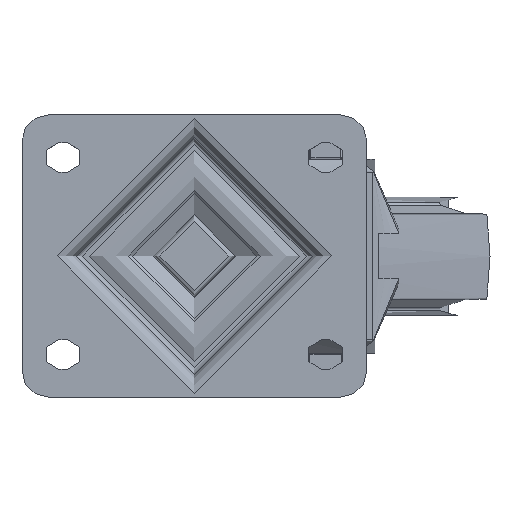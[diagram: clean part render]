
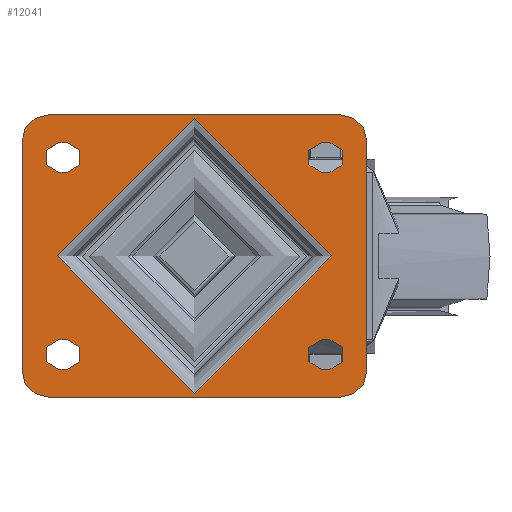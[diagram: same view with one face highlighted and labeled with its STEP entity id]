
A CAD part, top view. The second image highlights one B-rep face of the part: STEP entity #12041.
In plain terms, the highlighted planar face has unit normal (0, 0, 1).
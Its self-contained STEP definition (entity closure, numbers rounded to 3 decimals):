
#947=FACE_BOUND('',#2264,.T.);
#948=FACE_BOUND('',#2265,.T.);
#949=FACE_BOUND('',#2266,.T.);
#950=FACE_BOUND('',#2267,.T.);
#951=FACE_BOUND('',#2268,.T.);
#1104=PLANE('',#13049);
#1515=FACE_OUTER_BOUND('',#2263,.T.);
#2263=EDGE_LOOP('',(#8404,#8405,#8406,#8407,#8408,#8409,#8410,#8411));
#2264=EDGE_LOOP('',(#8412));
#2265=EDGE_LOOP('',(#8413,#8414,#8415,#8416));
#2266=EDGE_LOOP('',(#8417,#8418,#8419,#8420));
#2267=EDGE_LOOP('',(#8421,#8422,#8423,#8424));
#2268=EDGE_LOOP('',(#8425,#8426,#8427,#8428));
#3189=LINE('',#17319,#4014);
#3191=LINE('',#17322,#4016);
#3192=LINE('',#17323,#4017);
#3193=LINE('',#17324,#4018);
#3194=LINE('',#17325,#4019);
#3195=LINE('',#17326,#4020);
#3196=LINE('',#17327,#4021);
#3197=LINE('',#17328,#4022);
#3198=LINE('',#17329,#4023);
#3199=LINE('',#17330,#4024);
#3200=LINE('',#17331,#4025);
#3201=LINE('',#17332,#4026);
#4014=VECTOR('',#14317,1000.);
#4016=VECTOR('',#14321,1000.);
#4017=VECTOR('',#14322,1000.);
#4018=VECTOR('',#14323,1000.);
#4019=VECTOR('',#14324,1000.);
#4020=VECTOR('',#14325,1000.);
#4021=VECTOR('',#14326,1000.);
#4022=VECTOR('',#14327,1000.);
#4023=VECTOR('',#14328,1000.);
#4024=VECTOR('',#14329,1000.);
#4025=VECTOR('',#14330,1000.);
#4026=VECTOR('',#14331,1000.);
#4783=CIRCLE('',#12951,4.5);
#4784=CIRCLE('',#12953,4.5);
#4787=CIRCLE('',#12957,4.5);
#4788=CIRCLE('',#12959,4.5);
#4791=CIRCLE('',#12963,4.5);
#4792=CIRCLE('',#12965,4.5);
#4795=CIRCLE('',#12969,4.5);
#4796=CIRCLE('',#12971,4.5);
#4798=CIRCLE('',#12974,41.75);
#4811=CIRCLE('',#12994,8.);
#4813=CIRCLE('',#12997,8.);
#4815=CIRCLE('',#13000,8.);
#4817=CIRCLE('',#13003,8.);
#5226=VERTEX_POINT('',#17050);
#5227=VERTEX_POINT('',#17052);
#5228=VERTEX_POINT('',#17056);
#5229=VERTEX_POINT('',#17057);
#5234=VERTEX_POINT('',#17068);
#5235=VERTEX_POINT('',#17070);
#5236=VERTEX_POINT('',#17074);
#5237=VERTEX_POINT('',#17075);
#5242=VERTEX_POINT('',#17086);
#5243=VERTEX_POINT('',#17088);
#5244=VERTEX_POINT('',#17092);
#5245=VERTEX_POINT('',#17093);
#5250=VERTEX_POINT('',#17104);
#5251=VERTEX_POINT('',#17106);
#5252=VERTEX_POINT('',#17110);
#5253=VERTEX_POINT('',#17111);
#5256=VERTEX_POINT('',#17119);
#5265=VERTEX_POINT('',#17151);
#5266=VERTEX_POINT('',#17152);
#5269=VERTEX_POINT('',#17160);
#5270=VERTEX_POINT('',#17161);
#5273=VERTEX_POINT('',#17169);
#5274=VERTEX_POINT('',#17170);
#5277=VERTEX_POINT('',#17178);
#5278=VERTEX_POINT('',#17179);
#6420=EDGE_CURVE('',#5227,#5226,#4783,.T.);
#6422=EDGE_CURVE('',#5228,#5229,#4784,.T.);
#6428=EDGE_CURVE('',#5235,#5234,#4787,.T.);
#6430=EDGE_CURVE('',#5236,#5237,#4788,.T.);
#6436=EDGE_CURVE('',#5243,#5242,#4791,.T.);
#6438=EDGE_CURVE('',#5244,#5245,#4792,.T.);
#6444=EDGE_CURVE('',#5251,#5250,#4795,.T.);
#6446=EDGE_CURVE('',#5252,#5253,#4796,.T.);
#6450=EDGE_CURVE('',#5256,#5256,#4798,.T.);
#6466=EDGE_CURVE('',#5265,#5266,#4811,.T.);
#6470=EDGE_CURVE('',#5269,#5270,#4813,.T.);
#6474=EDGE_CURVE('',#5273,#5274,#4815,.T.);
#6478=EDGE_CURVE('',#5277,#5278,#4817,.T.);
#6550=EDGE_CURVE('',#5278,#5265,#3189,.T.);
#6552=EDGE_CURVE('',#5274,#5277,#3191,.T.);
#6553=EDGE_CURVE('',#5270,#5273,#3192,.T.);
#6554=EDGE_CURVE('',#5266,#5269,#3193,.T.);
#6555=EDGE_CURVE('',#5226,#5228,#3194,.T.);
#6556=EDGE_CURVE('',#5229,#5227,#3195,.T.);
#6557=EDGE_CURVE('',#5234,#5236,#3196,.T.);
#6558=EDGE_CURVE('',#5237,#5235,#3197,.T.);
#6559=EDGE_CURVE('',#5242,#5244,#3198,.T.);
#6560=EDGE_CURVE('',#5245,#5243,#3199,.T.);
#6561=EDGE_CURVE('',#5250,#5252,#3200,.T.);
#6562=EDGE_CURVE('',#5253,#5251,#3201,.T.);
#8404=ORIENTED_EDGE('',*,*,#6478,.F.);
#8405=ORIENTED_EDGE('',*,*,#6552,.F.);
#8406=ORIENTED_EDGE('',*,*,#6474,.F.);
#8407=ORIENTED_EDGE('',*,*,#6553,.F.);
#8408=ORIENTED_EDGE('',*,*,#6470,.F.);
#8409=ORIENTED_EDGE('',*,*,#6554,.F.);
#8410=ORIENTED_EDGE('',*,*,#6466,.F.);
#8411=ORIENTED_EDGE('',*,*,#6550,.F.);
#8412=ORIENTED_EDGE('',*,*,#6450,.F.);
#8413=ORIENTED_EDGE('',*,*,#6555,.T.);
#8414=ORIENTED_EDGE('',*,*,#6422,.T.);
#8415=ORIENTED_EDGE('',*,*,#6556,.T.);
#8416=ORIENTED_EDGE('',*,*,#6420,.T.);
#8417=ORIENTED_EDGE('',*,*,#6557,.T.);
#8418=ORIENTED_EDGE('',*,*,#6430,.T.);
#8419=ORIENTED_EDGE('',*,*,#6558,.T.);
#8420=ORIENTED_EDGE('',*,*,#6428,.T.);
#8421=ORIENTED_EDGE('',*,*,#6559,.T.);
#8422=ORIENTED_EDGE('',*,*,#6438,.T.);
#8423=ORIENTED_EDGE('',*,*,#6560,.T.);
#8424=ORIENTED_EDGE('',*,*,#6436,.T.);
#8425=ORIENTED_EDGE('',*,*,#6561,.T.);
#8426=ORIENTED_EDGE('',*,*,#6446,.T.);
#8427=ORIENTED_EDGE('',*,*,#6562,.T.);
#8428=ORIENTED_EDGE('',*,*,#6444,.T.);
#12041=ADVANCED_FACE('',(#1515,#947,#948,#949,#950,#951),#1104,.T.);
#12951=AXIS2_PLACEMENT_3D('',#17053,#14059,#14060);
#12953=AXIS2_PLACEMENT_3D('',#17058,#14064,#14065);
#12957=AXIS2_PLACEMENT_3D('',#17071,#14075,#14076);
#12959=AXIS2_PLACEMENT_3D('',#17076,#14080,#14081);
#12963=AXIS2_PLACEMENT_3D('',#17089,#14091,#14092);
#12965=AXIS2_PLACEMENT_3D('',#17094,#14096,#14097);
#12969=AXIS2_PLACEMENT_3D('',#17107,#14107,#14108);
#12971=AXIS2_PLACEMENT_3D('',#17112,#14112,#14113);
#12974=AXIS2_PLACEMENT_3D('',#17120,#14120,#14121);
#12994=AXIS2_PLACEMENT_3D('',#17153,#14163,#14164);
#12997=AXIS2_PLACEMENT_3D('',#17162,#14171,#14172);
#13000=AXIS2_PLACEMENT_3D('',#17171,#14179,#14180);
#13003=AXIS2_PLACEMENT_3D('',#17180,#14187,#14188);
#13049=AXIS2_PLACEMENT_3D('',#17321,#14319,#14320);
#14059=DIRECTION('center_axis',(0.,0.,-1.));
#14060=DIRECTION('ref_axis',(-1.,0.,0.));
#14064=DIRECTION('center_axis',(0.,0.,-1.));
#14065=DIRECTION('ref_axis',(-1.,0.,0.));
#14075=DIRECTION('center_axis',(0.,0.,-1.));
#14076=DIRECTION('ref_axis',(-1.,0.,0.));
#14080=DIRECTION('center_axis',(0.,0.,-1.));
#14081=DIRECTION('ref_axis',(-1.,0.,0.));
#14091=DIRECTION('center_axis',(0.,0.,-1.));
#14092=DIRECTION('ref_axis',(1.,0.,0.));
#14096=DIRECTION('center_axis',(0.,0.,-1.));
#14097=DIRECTION('ref_axis',(1.,0.,0.));
#14107=DIRECTION('center_axis',(0.,0.,-1.));
#14108=DIRECTION('ref_axis',(1.,0.,0.));
#14112=DIRECTION('center_axis',(0.,0.,-1.));
#14113=DIRECTION('ref_axis',(1.,0.,0.));
#14120=DIRECTION('center_axis',(0.,0.,1.));
#14121=DIRECTION('ref_axis',(1.,0.,0.));
#14163=DIRECTION('center_axis',(0.,0.,-1.));
#14164=DIRECTION('ref_axis',(-0.707,0.707,0.));
#14171=DIRECTION('center_axis',(0.,0.,-1.));
#14172=DIRECTION('ref_axis',(0.707,0.707,0.));
#14179=DIRECTION('center_axis',(0.,0.,-1.));
#14180=DIRECTION('ref_axis',(0.707,-0.707,0.));
#14187=DIRECTION('center_axis',(0.,0.,-1.));
#14188=DIRECTION('ref_axis',(-0.707,-0.707,0.));
#14317=DIRECTION('',(0.,1.,0.));
#14319=DIRECTION('center_axis',(0.,0.,1.));
#14320=DIRECTION('ref_axis',(1.,0.,0.));
#14321=DIRECTION('',(-1.,0.,0.));
#14322=DIRECTION('',(0.,-1.,0.));
#14323=DIRECTION('',(1.,0.,0.));
#14324=DIRECTION('',(-1.,0.,0.));
#14325=DIRECTION('',(1.,0.,0.));
#14326=DIRECTION('',(-1.,0.,0.));
#14327=DIRECTION('',(1.,0.,0.));
#14328=DIRECTION('',(1.,0.,0.));
#14329=DIRECTION('',(-1.,0.,0.));
#14330=DIRECTION('',(1.,0.,0.));
#14331=DIRECTION('',(-1.,0.,0.));
#17050=CARTESIAN_POINT('',(41.25,-34.5,0.));
#17052=CARTESIAN_POINT('',(41.25,-25.5,0.));
#17053=CARTESIAN_POINT('Origin',(41.25,-30.,0.));
#17056=CARTESIAN_POINT('',(38.75,-34.5,0.));
#17057=CARTESIAN_POINT('',(38.75,-25.5,0.));
#17058=CARTESIAN_POINT('Origin',(38.75,-30.,0.));
#17068=CARTESIAN_POINT('',(41.25,25.5,0.));
#17070=CARTESIAN_POINT('',(41.25,34.5,0.));
#17071=CARTESIAN_POINT('Origin',(41.25,30.,0.));
#17074=CARTESIAN_POINT('',(38.75,25.5,0.));
#17075=CARTESIAN_POINT('',(38.75,34.5,0.));
#17076=CARTESIAN_POINT('Origin',(38.75,30.,0.));
#17086=CARTESIAN_POINT('',(-41.25,-25.5,0.));
#17088=CARTESIAN_POINT('',(-41.25,-34.5,0.));
#17089=CARTESIAN_POINT('Origin',(-41.25,-30.,0.));
#17092=CARTESIAN_POINT('',(-38.75,-25.5,0.));
#17093=CARTESIAN_POINT('',(-38.75,-34.5,0.));
#17094=CARTESIAN_POINT('Origin',(-38.75,-30.,0.));
#17104=CARTESIAN_POINT('',(-41.25,34.5,0.));
#17106=CARTESIAN_POINT('',(-41.25,25.5,0.));
#17107=CARTESIAN_POINT('Origin',(-41.25,30.,0.));
#17110=CARTESIAN_POINT('',(-38.75,34.5,0.));
#17111=CARTESIAN_POINT('',(-38.75,25.5,0.));
#17112=CARTESIAN_POINT('Origin',(-38.75,30.,0.));
#17119=CARTESIAN_POINT('',(41.75,0.,0.));
#17120=CARTESIAN_POINT('Origin',(0.,0.,0.));
#17151=CARTESIAN_POINT('',(-52.5,35.,0.));
#17152=CARTESIAN_POINT('',(-44.5,43.,0.));
#17153=CARTESIAN_POINT('Origin',(-44.5,35.,0.));
#17160=CARTESIAN_POINT('',(44.5,43.,0.));
#17161=CARTESIAN_POINT('',(52.5,35.,0.));
#17162=CARTESIAN_POINT('Origin',(44.5,35.,0.));
#17169=CARTESIAN_POINT('',(52.5,-35.,0.));
#17170=CARTESIAN_POINT('',(44.5,-43.,0.));
#17171=CARTESIAN_POINT('Origin',(44.5,-35.,0.));
#17178=CARTESIAN_POINT('',(-44.5,-43.,0.));
#17179=CARTESIAN_POINT('',(-52.5,-35.,0.));
#17180=CARTESIAN_POINT('Origin',(-44.5,-35.,0.));
#17319=CARTESIAN_POINT('',(-52.5,-43.,0.));
#17321=CARTESIAN_POINT('Origin',(0.,0.,0.));
#17322=CARTESIAN_POINT('',(52.5,-43.,0.));
#17323=CARTESIAN_POINT('',(52.5,43.,0.));
#17324=CARTESIAN_POINT('',(-52.5,43.,0.));
#17325=CARTESIAN_POINT('',(41.25,-34.5,0.));
#17326=CARTESIAN_POINT('',(41.25,-25.5,0.));
#17327=CARTESIAN_POINT('',(41.25,25.5,0.));
#17328=CARTESIAN_POINT('',(41.25,34.5,0.));
#17329=CARTESIAN_POINT('',(-41.25,-25.5,0.));
#17330=CARTESIAN_POINT('',(-41.25,-34.5,0.));
#17331=CARTESIAN_POINT('',(-41.25,34.5,0.));
#17332=CARTESIAN_POINT('',(-41.25,25.5,0.));
